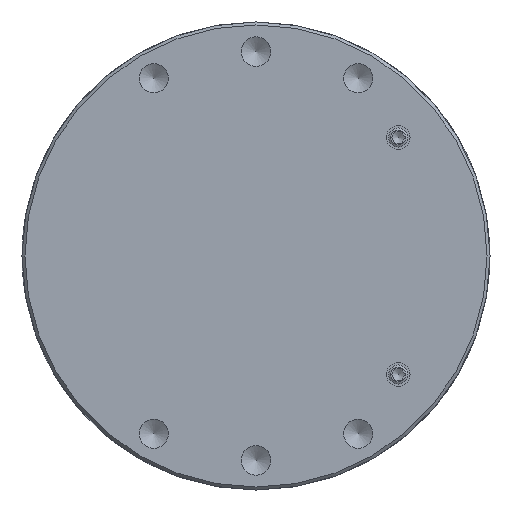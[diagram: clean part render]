
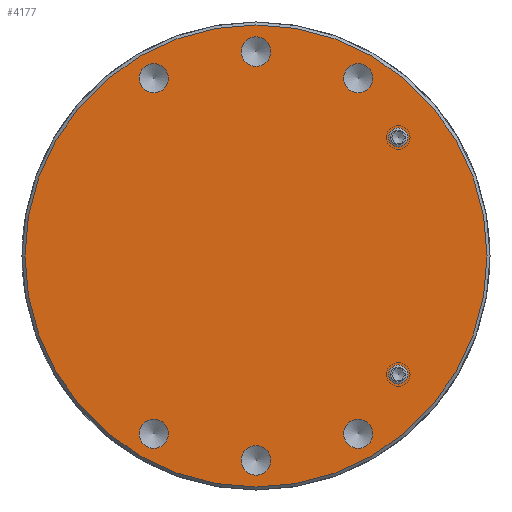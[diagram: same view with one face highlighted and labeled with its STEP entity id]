
A CAD part, front view. The second image highlights one B-rep face of the part: STEP entity #4177.
In plain terms, the highlighted face is planar.
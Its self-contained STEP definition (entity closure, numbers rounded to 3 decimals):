
#212=FACE_BOUND('',#888,.T.);
#213=FACE_BOUND('',#889,.T.);
#214=FACE_BOUND('',#890,.T.);
#215=FACE_BOUND('',#891,.T.);
#216=FACE_BOUND('',#892,.T.);
#217=FACE_BOUND('',#893,.T.);
#218=FACE_BOUND('',#894,.T.);
#219=FACE_BOUND('',#895,.T.);
#313=PLANE('',#4889);
#594=FACE_OUTER_BOUND('',#887,.T.);
#887=EDGE_LOOP('',(#3777));
#888=EDGE_LOOP('',(#3778,#3779));
#889=EDGE_LOOP('',(#3780,#3781));
#890=EDGE_LOOP('',(#3782,#3783));
#891=EDGE_LOOP('',(#3784,#3785));
#892=EDGE_LOOP('',(#3786,#3787));
#893=EDGE_LOOP('',(#3788,#3789));
#894=EDGE_LOOP('',(#3790,#3791));
#895=EDGE_LOOP('',(#3792,#3793));
#1686=CIRCLE('',#4888,39.);
#1687=CIRCLE('',#4890,2.5);
#1688=CIRCLE('',#4891,2.5);
#1689=CIRCLE('',#4892,2.5);
#1690=CIRCLE('',#4893,2.5);
#1691=CIRCLE('',#4894,2.459);
#1692=CIRCLE('',#4895,2.459);
#1693=CIRCLE('',#4896,2.459);
#1694=CIRCLE('',#4897,2.459);
#1695=CIRCLE('',#4898,2.459);
#1696=CIRCLE('',#4899,2.459);
#1697=CIRCLE('',#4900,2.459);
#1698=CIRCLE('',#4901,2.459);
#1699=CIRCLE('',#4902,1.621);
#1700=CIRCLE('',#4903,1.621);
#1701=CIRCLE('',#4904,1.621);
#1702=CIRCLE('',#4905,1.621);
#2085=VERTEX_POINT('',#7772);
#2086=VERTEX_POINT('',#7776);
#2087=VERTEX_POINT('',#7777);
#2088=VERTEX_POINT('',#7780);
#2089=VERTEX_POINT('',#7781);
#2090=VERTEX_POINT('',#7784);
#2091=VERTEX_POINT('',#7785);
#2092=VERTEX_POINT('',#7788);
#2093=VERTEX_POINT('',#7789);
#2094=VERTEX_POINT('',#7792);
#2095=VERTEX_POINT('',#7793);
#2096=VERTEX_POINT('',#7796);
#2097=VERTEX_POINT('',#7797);
#2098=VERTEX_POINT('',#7800);
#2099=VERTEX_POINT('',#7801);
#2100=VERTEX_POINT('',#7804);
#2101=VERTEX_POINT('',#7805);
#2662=EDGE_CURVE('',#2085,#2085,#1686,.T.);
#2663=EDGE_CURVE('',#2086,#2087,#1687,.T.);
#2664=EDGE_CURVE('',#2087,#2086,#1688,.T.);
#2665=EDGE_CURVE('',#2088,#2089,#1689,.T.);
#2666=EDGE_CURVE('',#2089,#2088,#1690,.T.);
#2667=EDGE_CURVE('',#2090,#2091,#1691,.T.);
#2668=EDGE_CURVE('',#2091,#2090,#1692,.T.);
#2669=EDGE_CURVE('',#2092,#2093,#1693,.T.);
#2670=EDGE_CURVE('',#2093,#2092,#1694,.T.);
#2671=EDGE_CURVE('',#2094,#2095,#1695,.T.);
#2672=EDGE_CURVE('',#2095,#2094,#1696,.T.);
#2673=EDGE_CURVE('',#2096,#2097,#1697,.T.);
#2674=EDGE_CURVE('',#2097,#2096,#1698,.T.);
#2675=EDGE_CURVE('',#2098,#2099,#1699,.T.);
#2676=EDGE_CURVE('',#2099,#2098,#1700,.T.);
#2677=EDGE_CURVE('',#2100,#2101,#1701,.T.);
#2678=EDGE_CURVE('',#2101,#2100,#1702,.T.);
#3777=ORIENTED_EDGE('',*,*,#2662,.F.);
#3778=ORIENTED_EDGE('',*,*,#2663,.T.);
#3779=ORIENTED_EDGE('',*,*,#2664,.T.);
#3780=ORIENTED_EDGE('',*,*,#2665,.T.);
#3781=ORIENTED_EDGE('',*,*,#2666,.T.);
#3782=ORIENTED_EDGE('',*,*,#2667,.T.);
#3783=ORIENTED_EDGE('',*,*,#2668,.T.);
#3784=ORIENTED_EDGE('',*,*,#2669,.T.);
#3785=ORIENTED_EDGE('',*,*,#2670,.T.);
#3786=ORIENTED_EDGE('',*,*,#2671,.T.);
#3787=ORIENTED_EDGE('',*,*,#2672,.T.);
#3788=ORIENTED_EDGE('',*,*,#2673,.T.);
#3789=ORIENTED_EDGE('',*,*,#2674,.T.);
#3790=ORIENTED_EDGE('',*,*,#2675,.T.);
#3791=ORIENTED_EDGE('',*,*,#2676,.T.);
#3792=ORIENTED_EDGE('',*,*,#2677,.T.);
#3793=ORIENTED_EDGE('',*,*,#2678,.T.);
#4177=ADVANCED_FACE('',(#594,#212,#213,#214,#215,#216,#217,#218,#219),#313,
 .T.);
#4888=AXIS2_PLACEMENT_3D('',#7774,#6190,#6191);
#4889=AXIS2_PLACEMENT_3D('',#7775,#6192,#6193);
#4890=AXIS2_PLACEMENT_3D('',#7778,#6194,#6195);
#4891=AXIS2_PLACEMENT_3D('',#7779,#6196,#6197);
#4892=AXIS2_PLACEMENT_3D('',#7782,#6198,#6199);
#4893=AXIS2_PLACEMENT_3D('',#7783,#6200,#6201);
#4894=AXIS2_PLACEMENT_3D('',#7786,#6202,#6203);
#4895=AXIS2_PLACEMENT_3D('',#7787,#6204,#6205);
#4896=AXIS2_PLACEMENT_3D('',#7790,#6206,#6207);
#4897=AXIS2_PLACEMENT_3D('',#7791,#6208,#6209);
#4898=AXIS2_PLACEMENT_3D('',#7794,#6210,#6211);
#4899=AXIS2_PLACEMENT_3D('',#7795,#6212,#6213);
#4900=AXIS2_PLACEMENT_3D('',#7798,#6214,#6215);
#4901=AXIS2_PLACEMENT_3D('',#7799,#6216,#6217);
#4902=AXIS2_PLACEMENT_3D('',#7802,#6218,#6219);
#4903=AXIS2_PLACEMENT_3D('',#7803,#6220,#6221);
#4904=AXIS2_PLACEMENT_3D('',#7806,#6222,#6223);
#4905=AXIS2_PLACEMENT_3D('',#7807,#6224,#6225);
#6190=DIRECTION('center_axis',(0.,0.,-1.));
#6191=DIRECTION('ref_axis',(-1.,0.,0.));
#6192=DIRECTION('center_axis',(0.,0.,1.));
#6193=DIRECTION('ref_axis',(1.,0.,0.));
#6194=DIRECTION('center_axis',(0.,0.,-1.));
#6195=DIRECTION('ref_axis',(1.,0.,0.));
#6196=DIRECTION('center_axis',(0.,0.,-1.));
#6197=DIRECTION('ref_axis',(1.,0.,0.));
#6198=DIRECTION('center_axis',(0.,0.,-1.));
#6199=DIRECTION('ref_axis',(1.,0.,0.));
#6200=DIRECTION('center_axis',(0.,0.,-1.));
#6201=DIRECTION('ref_axis',(1.,0.,0.));
#6202=DIRECTION('center_axis',(0.,0.,-1.));
#6203=DIRECTION('ref_axis',(1.,0.,0.));
#6204=DIRECTION('center_axis',(0.,0.,-1.));
#6205=DIRECTION('ref_axis',(1.,0.,0.));
#6206=DIRECTION('center_axis',(0.,0.,-1.));
#6207=DIRECTION('ref_axis',(1.,0.,0.));
#6208=DIRECTION('center_axis',(0.,0.,-1.));
#6209=DIRECTION('ref_axis',(1.,0.,0.));
#6210=DIRECTION('center_axis',(0.,0.,-1.));
#6211=DIRECTION('ref_axis',(1.,0.,0.));
#6212=DIRECTION('center_axis',(0.,0.,-1.));
#6213=DIRECTION('ref_axis',(1.,0.,0.));
#6214=DIRECTION('center_axis',(0.,0.,-1.));
#6215=DIRECTION('ref_axis',(1.,0.,0.));
#6216=DIRECTION('center_axis',(0.,0.,-1.));
#6217=DIRECTION('ref_axis',(1.,0.,0.));
#6218=DIRECTION('center_axis',(0.,0.,-1.));
#6219=DIRECTION('ref_axis',(1.,0.,0.));
#6220=DIRECTION('center_axis',(0.,0.,-1.));
#6221=DIRECTION('ref_axis',(1.,0.,0.));
#6222=DIRECTION('center_axis',(0.,0.,-1.));
#6223=DIRECTION('ref_axis',(1.,0.,0.));
#6224=DIRECTION('center_axis',(0.,0.,-1.));
#6225=DIRECTION('ref_axis',(1.,0.,0.));
#7772=CARTESIAN_POINT('',(39.,0.,27.));
#7774=CARTESIAN_POINT('Origin',(0.,0.,27.));
#7775=CARTESIAN_POINT('Origin',(0.,0.,27.));
#7776=CARTESIAN_POINT('',(2.5,-34.5,27.));
#7777=CARTESIAN_POINT('',(-2.5,-34.5,27.));
#7778=CARTESIAN_POINT('Origin',(0.,-34.5,27.));
#7779=CARTESIAN_POINT('Origin',(0.,-34.5,27.));
#7780=CARTESIAN_POINT('',(2.5,34.5,27.));
#7781=CARTESIAN_POINT('',(-2.5,34.5,27.));
#7782=CARTESIAN_POINT('Origin',(0.,34.5,27.));
#7783=CARTESIAN_POINT('Origin',(0.,34.5,27.));
#7784=CARTESIAN_POINT('',(-14.792,-30.,27.));
#7785=CARTESIAN_POINT('',(-19.709,-30.,27.));
#7786=CARTESIAN_POINT('Origin',(-17.25,-30.,27.));
#7787=CARTESIAN_POINT('Origin',(-17.25,-30.,27.));
#7788=CARTESIAN_POINT('',(19.709,30.,27.));
#7789=CARTESIAN_POINT('',(14.792,30.,27.));
#7790=CARTESIAN_POINT('Origin',(17.25,30.,27.));
#7791=CARTESIAN_POINT('Origin',(17.25,30.,27.));
#7792=CARTESIAN_POINT('',(-14.792,30.,27.));
#7793=CARTESIAN_POINT('',(-19.709,30.,27.));
#7794=CARTESIAN_POINT('Origin',(-17.25,30.,27.));
#7795=CARTESIAN_POINT('Origin',(-17.25,30.,27.));
#7796=CARTESIAN_POINT('',(19.709,-30.,27.));
#7797=CARTESIAN_POINT('',(14.792,-30.,27.));
#7798=CARTESIAN_POINT('Origin',(17.25,-30.,27.));
#7799=CARTESIAN_POINT('Origin',(17.25,-30.,27.));
#7800=CARTESIAN_POINT('',(25.621,-20.,27.));
#7801=CARTESIAN_POINT('',(22.379,-20.,27.));
#7802=CARTESIAN_POINT('Origin',(24.,-20.,27.));
#7803=CARTESIAN_POINT('Origin',(24.,-20.,27.));
#7804=CARTESIAN_POINT('',(25.621,20.,27.));
#7805=CARTESIAN_POINT('',(22.379,20.,27.));
#7806=CARTESIAN_POINT('Origin',(24.,20.,27.));
#7807=CARTESIAN_POINT('Origin',(24.,20.,27.));
